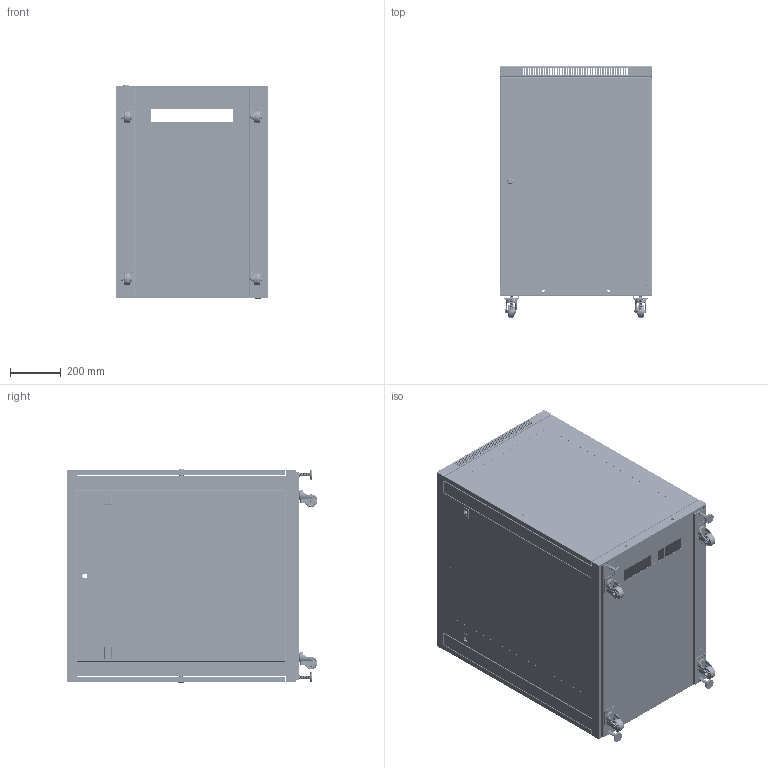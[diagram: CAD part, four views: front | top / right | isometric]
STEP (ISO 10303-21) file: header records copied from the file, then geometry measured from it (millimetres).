
FILE_DESCRIPTION (( 'STEP AP214' ), '1' );
FILE_NAME ('LC-SMT6818-W_LC_3D.step', '2023-09-12T18:19:37', ( '' ), ( '' ), 'SwSTEP 2.0', 'SolidWorks 2022', '' );
FILE_SCHEMA (( 'AUTOMOTIVE_DESIGN' ));
Length unit declared in the file: inch
Products named in the file (29): 2______2^2_______600X838___LC-SMT6818-W_LC; __________838^600X838___LC-SMT6818-W_LC; 2______3^2_______600X838___LC-SMT6818-W_LC; 2______^600X838___LC-SMT6818-W_LC; L______838^LC-SMT6818-W_LC; ____di600X838____2^600X838___LC-SMT6818-W_LC; 18U____________^LC-SMT6818-W_LC; ____-3^25_______18U______-1_LC-SMT6818-W_LC; 600X838__^LC-SMT6818-W_LC; ____18U____^18U_______LC-SMT6818-W_LC; gb9074-4-88-m3x6^25_______18U______-1_LC-SMT6818-W_LC; 18U______^LC-SMT6818-W_LC; LC-SMT6818-W_LC_3D; M12______^_______600X838___LC-SMT6818-W_LC; ____^2_______600X838___LC-SMT6818-W_LC; 18U____^18U______-1_LC-SMT6818-W_LC; ______18U^LC-SMT6818-W_LC; ____-2^18U_______LC-SMT6818-W_LC; 18U______-1^LC-SMT6818-W_LC; ____-1^2_______600X838___LC-SMT6818-W_LC; ______600X838____2^LC-SMT6818-W_LC; M6____________^LC-SMT6818-W_LC; m12lm^_______600X838___LC-SMT6818-W_LC; ______^600X838___LC-SMT6818-W_LC; shuoluo^25_______18U______-1_LC-SMT6818-W_LC; shuo^25_______18U______-1_LC-SMT6818-W_LC; 25______^18U______-1_LC-SMT6818-W_LC; 838______02^LC-SMT6818-W_LC; 2______-0^2_______600X838___LC-SMT6818-W_LC
Assembly tree (50 placements, depth 4):
  LC-SMT6818-W_LC_3D
    600X838__^LC-SMT6818-W_LC
      ______^600X838___LC-SMT6818-W_LC  x4
        M12______^_______600X838___LC-SMT6818-W_LC
        m12lm^_______600X838___LC-SMT6818-W_LC
      2______^600X838___LC-SMT6818-W_LC  x4
        2______3^2_______600X838___LC-SMT6818-W_LC
        2______2^2_______600X838___LC-SMT6818-W_LC
        2______-0^2_______600X838___LC-SMT6818-W_LC
        ____^2_______600X838___LC-SMT6818-W_LC
        ____-1^2_______600X838___LC-SMT6818-W_LC
      ____di600X838____2^600X838___LC-SMT6818-W_LC
      __________838^600X838___LC-SMT6818-W_LC  x2
    18U______^LC-SMT6818-W_LC  x2
      ____18U____^18U_______LC-SMT6818-W_LC
      ____-2^18U_______LC-SMT6818-W_LC
    18U______-1^LC-SMT6818-W_LC  x2
      25______^18U______-1_LC-SMT6818-W_LC
        shuo^25_______18U______-1_LC-SMT6818-W_LC
        gb9074-4-88-m3x6^25_______18U______-1_LC-SMT6818-W_LC
        shuoluo^25_______18U______-1_LC-SMT6818-W_LC
        ____-3^25_______18U______-1_LC-SMT6818-W_LC
      18U____^18U______-1_LC-SMT6818-W_LC
    18U____________^LC-SMT6818-W_LC  x4
    ______600X838____2^LC-SMT6818-W_LC
    838______02^LC-SMT6818-W_LC  x4
    ______18U^LC-SMT6818-W_LC  x4
    L______838^LC-SMT6818-W_LC  x2
    M6____________^LC-SMT6818-W_LC  x3
Bounding box: 602.4 x 988.33 x 844 mm (x, y, z)
Volume: 4648977.8 mm3; surface area: 9649155.9 mm2
Topology: 71 solids, 79 shells, 7235 faces, 19878 edges, 12812 vertices
Faces by surface type: plane 4537, cylinder 2236, bspline 268, torus 126, cone 50, sphere 18
Entity records: 133599 total; most frequent: CARTESIAN_POINT 55327, ORIENTED_EDGE 16130, DIRECTION 15245, EDGE_CURVE 8068, VECTOR 5351, LINE 5351, VERTEX_POINT 5191, AXIS2_PLACEMENT_3D 4947
